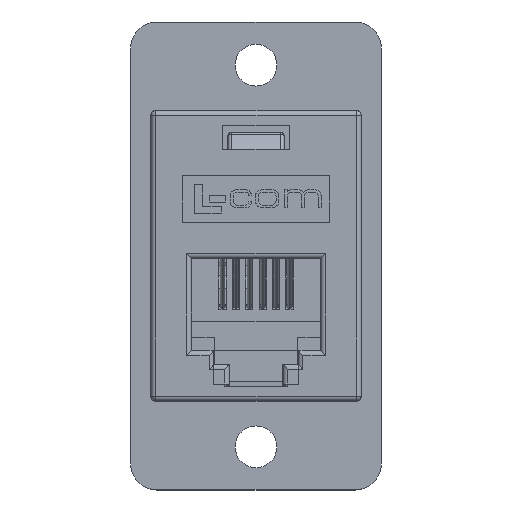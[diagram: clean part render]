
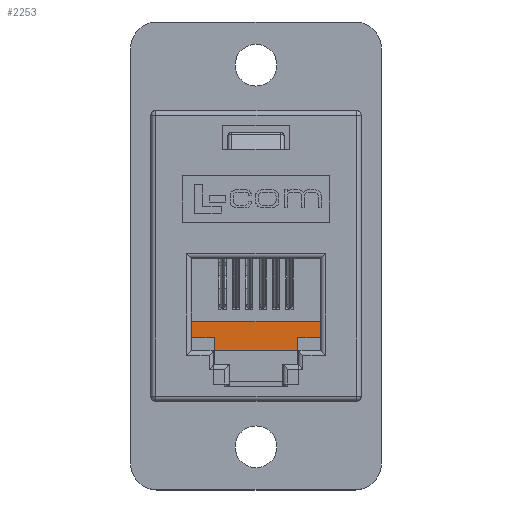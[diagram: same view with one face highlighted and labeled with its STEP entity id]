
A CAD part, top view. The second image highlights one B-rep face of the part: STEP entity #2253.
In plain terms, the highlighted planar face has unit normal (0, 0, 1).
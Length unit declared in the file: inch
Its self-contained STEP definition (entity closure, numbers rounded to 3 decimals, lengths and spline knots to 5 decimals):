
#1508 = AXIS2_PLACEMENT_3D ( 'NONE', #10121, #10066, #10060 ) ;
#1809 = LINE ( 'NONE', #6097, #1834 ) ;
#1834 = VECTOR ( 'NONE', #6114, 39.37008 ) ;
#1835 = LINE ( 'NONE', #6112, #1848 ) ;
#1839 = LINE ( 'NONE', #6121, #1842 ) ;
#1841 = LINE ( 'NONE', #6123, #1844 ) ;
#1842 = VECTOR ( 'NONE', #6122, 39.37008 ) ;
#1843 = LINE ( 'NONE', #6125, #1846 ) ;
#1844 = VECTOR ( 'NONE', #6124, 39.37008 ) ;
#1845 = LINE ( 'NONE', #6116, #1850 ) ;
#1846 = VECTOR ( 'NONE', #6127, 39.37008 ) ;
#1848 = VECTOR ( 'NONE', #6128, 39.37008 ) ;
#1849 = LINE ( 'NONE', #6131, #1852 ) ;
#1850 = VECTOR ( 'NONE', #6130, 39.37008 ) ;
#1851 = LINE ( 'NONE', #6133, #1854 ) ;
#1852 = VECTOR ( 'NONE', #6132, 39.37008 ) ;
#1853 = LINE ( 'NONE', #6135, #1856 ) ;
#1854 = VECTOR ( 'NONE', #6134, 39.37008 ) ;
#1855 = LINE ( 'NONE', #6137, #1858 ) ;
#1856 = VECTOR ( 'NONE', #6136, 39.37008 ) ;
#1857 = LINE ( 'NONE', #6139, #1860 ) ;
#1858 = VECTOR ( 'NONE', #6138, 39.37008 ) ;
#1859 = LINE ( 'NONE', #6141, #1862 ) ;
#1860 = VECTOR ( 'NONE', #6140, 39.37008 ) ;
#1862 = VECTOR ( 'NONE', #6142, 39.37008 ) ;
#2253 = ADVANCED_FACE ( 'NONE', ( #12693 ), #10139, .F. ) ;
#4503 = ORIENTED_EDGE ( 'NONE', *, *, #15133, .T. ) ;
#4505 = ORIENTED_EDGE ( 'NONE', *, *, #15127, .F. ) ;
#4512 = ORIENTED_EDGE ( 'NONE', *, *, #15130, .T. ) ;
#4513 = ORIENTED_EDGE ( 'NONE', *, *, #15123, .F. ) ;
#4517 = ORIENTED_EDGE ( 'NONE', *, *, #15135, .F. ) ;
#4522 = ORIENTED_EDGE ( 'NONE', *, *, #15131, .T. ) ;
#4525 = ORIENTED_EDGE ( 'NONE', *, *, #15132, .T. ) ;
#4527 = ORIENTED_EDGE ( 'NONE', *, *, #15134, .T. ) ;
#4535 = ORIENTED_EDGE ( 'NONE', *, *, #15129, .F. ) ;
#4544 = ORIENTED_EDGE ( 'NONE', *, *, #15136, .F. ) ;
#4547 = ORIENTED_EDGE ( 'NONE', *, *, #15128, .F. ) ;
#4554 = ORIENTED_EDGE ( 'NONE', *, *, #15137, .F. ) ;
#5024 = VERTEX_POINT ( 'NONE', #13051 ) ;
#5034 = VERTEX_POINT ( 'NONE', #12957 ) ;
#5039 = VERTEX_POINT ( 'NONE', #9595 ) ;
#5069 = VERTEX_POINT ( 'NONE', #9626 ) ;
#5108 = VERTEX_POINT ( 'NONE', #9734 ) ;
#5135 = VERTEX_POINT ( 'NONE', #9751 ) ;
#5140 = VERTEX_POINT ( 'NONE', #9725 ) ;
#5689 = CARTESIAN_POINT ( 'NONE',  ( 0.237, -0.195, 0.272 ) ) ;
#5695 = CARTESIAN_POINT ( 'NONE',  ( 0.125, -0.244, 0.272 ) ) ;
#5758 = CARTESIAN_POINT ( 'NONE',  ( -0.125, -0.283, 0.272 ) ) ;
#5844 = CARTESIAN_POINT ( 'NONE',  ( 0.237, -0.283, 0.272 ) ) ;
#5989 = CARTESIAN_POINT ( 'NONE',  ( -0.237, -0.283, 0.272 ) ) ;
#6097 = CARTESIAN_POINT ( 'NONE',  ( -0.08, -0.283, 0.272 ) ) ;
#6112 = CARTESIAN_POINT ( 'NONE',  ( -0.237, -0.283, 0.272 ) ) ;
#6114 = DIRECTION ( 'NONE',  ( -1., 0., 0. ) ) ;
#6116 = CARTESIAN_POINT ( 'NONE',  ( 0.237, -0.283, 0.272 ) ) ;
#6121 = CARTESIAN_POINT ( 'NONE',  ( 0.125, -0.283, 0.272 ) ) ;
#6122 = DIRECTION ( 'NONE',  ( 0., -1., 0. ) ) ;
#6123 = CARTESIAN_POINT ( 'NONE',  ( 0.125, -0.244, 0.272 ) ) ;
#6124 = DIRECTION ( 'NONE',  ( -1., 0., 0. ) ) ;
#6125 = CARTESIAN_POINT ( 'NONE',  ( 0.1925, -0.244, 0.272 ) ) ;
#6127 = DIRECTION ( 'NONE',  ( 0., 1., 0. ) ) ;
#6128 = DIRECTION ( 'NONE',  ( 1., 0., 0. ) ) ;
#6130 = DIRECTION ( 'NONE',  ( 0., 1., 0. ) ) ;
#6131 = CARTESIAN_POINT ( 'NONE',  ( -0.237, -0.195, 0.272 ) ) ;
#6132 = DIRECTION ( 'NONE',  ( -1., 0., 0. ) ) ;
#6133 = CARTESIAN_POINT ( 'NONE',  ( -0.237, -0.283, 0.272 ) ) ;
#6134 = DIRECTION ( 'NONE',  ( 0., -1., 0. ) ) ;
#6135 = CARTESIAN_POINT ( 'NONE',  ( -0.237, -0.283, 0.272 ) ) ;
#6136 = DIRECTION ( 'NONE',  ( 1., 0., 0. ) ) ;
#6137 = CARTESIAN_POINT ( 'NONE',  ( -0.1925, -0.283, 0.272 ) ) ;
#6138 = DIRECTION ( 'NONE',  ( 0., -1., 0. ) ) ;
#6139 = CARTESIAN_POINT ( 'NONE',  ( -0.125, -0.244, 0.272 ) ) ;
#6140 = DIRECTION ( 'NONE',  ( -1., 0., 0. ) ) ;
#6141 = CARTESIAN_POINT ( 'NONE',  ( -0.125, -0.283, 0.272 ) ) ;
#6142 = DIRECTION ( 'NONE',  ( 0., 1., 0. ) ) ;
#9470 = EDGE_LOOP ( 'NONE', ( #4505, #4547, #4535, #4512, #4522, #4525, #4503, #4527, #4517, #4544, #4554, #4513 ) ) ;
#9595 = CARTESIAN_POINT ( 'NONE',  ( 0.1925, -0.244, 0.272 ) ) ;
#9626 = CARTESIAN_POINT ( 'NONE',  ( -0.125, -0.244, 0.272 ) ) ;
#9725 = CARTESIAN_POINT ( 'NONE',  ( 0.1925, -0.283, 0.272 ) ) ;
#9734 = CARTESIAN_POINT ( 'NONE',  ( -0.237, -0.195, 0.272 ) ) ;
#9751 = CARTESIAN_POINT ( 'NONE',  ( -0.1925, -0.283, 0.272 ) ) ;
#10060 = DIRECTION ( 'NONE',  ( -1., 0., 0. ) ) ;
#10066 = DIRECTION ( 'NONE',  ( 0., 0., -1. ) ) ;
#10121 = CARTESIAN_POINT ( 'NONE',  ( -0.237, -0.195, 0.272 ) ) ;
#10139 = PLANE ( 'NONE',  #1508 ) ;
#12693 = FACE_OUTER_BOUND ( 'NONE', #9470, .T. ) ;
#12957 = CARTESIAN_POINT ( 'NONE',  ( 0.125, -0.283, 0.272 ) ) ;
#13051 = CARTESIAN_POINT ( 'NONE',  ( -0.1925, -0.244, 0.272 ) ) ;
#14748 = VERTEX_POINT ( 'NONE', #5689 ) ;
#14755 = VERTEX_POINT ( 'NONE', #5695 ) ;
#14815 = VERTEX_POINT ( 'NONE', #5758 ) ;
#14861 = VERTEX_POINT ( 'NONE', #5844 ) ;
#14960 = VERTEX_POINT ( 'NONE', #5989 ) ;
#15123 = EDGE_CURVE ( 'NONE', #5034, #14815, #1809, .T. ) ;
#15127 = EDGE_CURVE ( 'NONE', #14755, #5034, #1839, .T. ) ;
#15128 = EDGE_CURVE ( 'NONE', #5039, #14755, #1841, .T. ) ;
#15129 = EDGE_CURVE ( 'NONE', #5140, #5039, #1843, .T. ) ;
#15130 = EDGE_CURVE ( 'NONE', #5140, #14861, #1835, .T. ) ;
#15131 = EDGE_CURVE ( 'NONE', #14861, #14748, #1845, .T. ) ;
#15132 = EDGE_CURVE ( 'NONE', #14748, #5108, #1849, .T. ) ;
#15133 = EDGE_CURVE ( 'NONE', #5108, #14960, #1851, .T. ) ;
#15134 = EDGE_CURVE ( 'NONE', #14960, #5135, #1853, .T. ) ;
#15135 = EDGE_CURVE ( 'NONE', #5024, #5135, #1855, .T. ) ;
#15136 = EDGE_CURVE ( 'NONE', #5069, #5024, #1857, .T. ) ;
#15137 = EDGE_CURVE ( 'NONE', #14815, #5069, #1859, .T. ) ;
